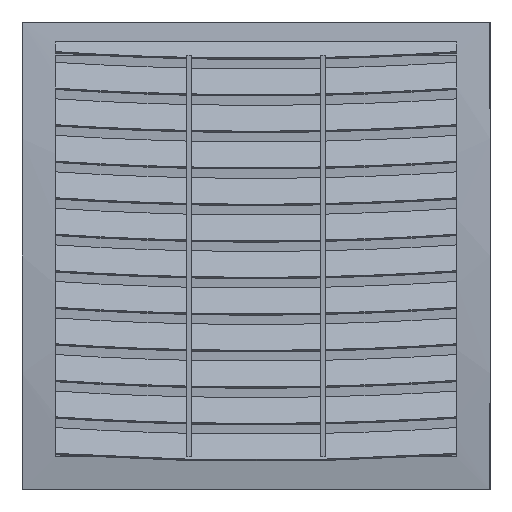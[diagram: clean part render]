
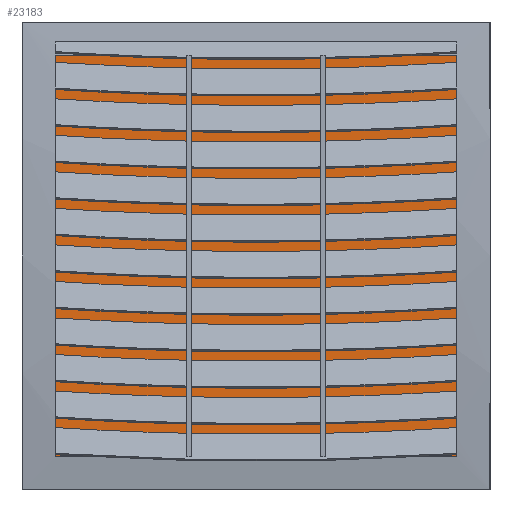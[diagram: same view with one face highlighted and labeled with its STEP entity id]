
A CAD part, front view. The second image highlights one B-rep face of the part: STEP entity #23183.
In plain terms, the highlighted planar face has unit normal (0, -1, 0).
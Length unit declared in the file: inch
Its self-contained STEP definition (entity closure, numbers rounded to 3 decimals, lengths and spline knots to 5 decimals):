
#36 = EDGE_CURVE ( 'NONE', #21623, #9858, #24051, .T. ) ;
#71 = LINE ( 'NONE', #14513, #26588 ) ;
#388 = VERTEX_POINT ( 'NONE', #19172 ) ;
#794 = EDGE_CURVE ( 'NONE', #388, #21623, #71, .T. ) ;
#2495 = CARTESIAN_POINT ( 'NONE',  ( -5.44193, 0., -5.44193 ) ) ;
#3070 = VECTOR ( 'NONE', #9478, 39.37008 ) ;
#3581 = DIRECTION ( 'NONE',  ( 0., 0., 1. ) ) ;
#3660 = ORIENTED_EDGE ( 'NONE', *, *, #794, .T. ) ;
#7433 = CARTESIAN_POINT ( 'NONE',  ( 5.44193, 0., -5.44193 ) ) ;
#8647 = EDGE_LOOP ( 'NONE', ( #9316, #10559, #3660, #14574 ) ) ;
#9316 = ORIENTED_EDGE ( 'NONE', *, *, #27107, .T. ) ;
#9478 = DIRECTION ( 'NONE',  ( 0., 0., -1. ) ) ;
#9816 = DIRECTION ( 'NONE',  ( -1., 0., 0. ) ) ;
#9858 = VERTEX_POINT ( 'NONE', #23578 ) ;
#10559 = ORIENTED_EDGE ( 'NONE', *, *, #19040, .T. ) ;
#11789 = CARTESIAN_POINT ( 'NONE',  ( 5.44193, 0., -5.44193 ) ) ;
#12111 = LINE ( 'NONE', #11789, #15590 ) ;
#12637 = FACE_OUTER_BOUND ( 'NONE', #8647, .T. ) ;
#14513 = CARTESIAN_POINT ( 'NONE',  ( -5.44193, 0., 5.44193 ) ) ;
#14574 = ORIENTED_EDGE ( 'NONE', *, *, #36, .T. ) ;
#14681 = CARTESIAN_POINT ( 'NONE',  ( 5.44193, 0., 0. ) ) ;
#14776 = VERTEX_POINT ( 'NONE', #7433 ) ;
#15590 = VECTOR ( 'NONE', #16168, 39.37008 ) ;
#16168 = DIRECTION ( 'NONE',  ( 1., 0., 0. ) ) ;
#16946 = DIRECTION ( 'NONE',  ( -1., 0., 0. ) ) ;
#18820 = PLANE ( 'NONE',  #24462 ) ;
#19040 = EDGE_CURVE ( 'NONE', #14776, #388, #27197, .T. ) ;
#19172 = CARTESIAN_POINT ( 'NONE',  ( 5.44193, 0., 5.44193 ) ) ;
#21054 = CARTESIAN_POINT ( 'NONE',  ( 0., 0., 0. ) ) ;
#21623 = VERTEX_POINT ( 'NONE', #24223 ) ;
#23035 = VECTOR ( 'NONE', #3581, 39.37008 ) ;
#23183 = ADVANCED_FACE ( 'NONE', ( #12637 ), #18820, .F. ) ;
#23230 = DIRECTION ( 'NONE',  ( 0., 1., 0. ) ) ;
#23578 = CARTESIAN_POINT ( 'NONE',  ( -5.44193, 0., -5.44193 ) ) ;
#24051 = LINE ( 'NONE', #2495, #3070 ) ;
#24223 = CARTESIAN_POINT ( 'NONE',  ( -5.44193, 0., 5.44193 ) ) ;
#24462 = AXIS2_PLACEMENT_3D ( 'NONE', #21054, #23230, #9816 ) ;
#26588 = VECTOR ( 'NONE', #16946, 39.37008 ) ;
#27107 = EDGE_CURVE ( 'NONE', #9858, #14776, #12111, .T. ) ;
#27197 = LINE ( 'NONE', #14681, #23035 ) ;
